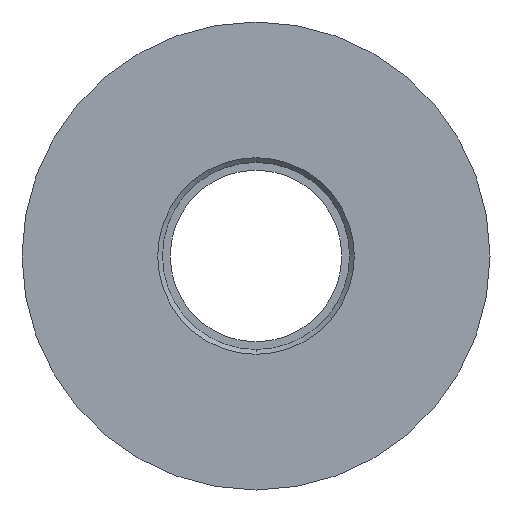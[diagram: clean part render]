
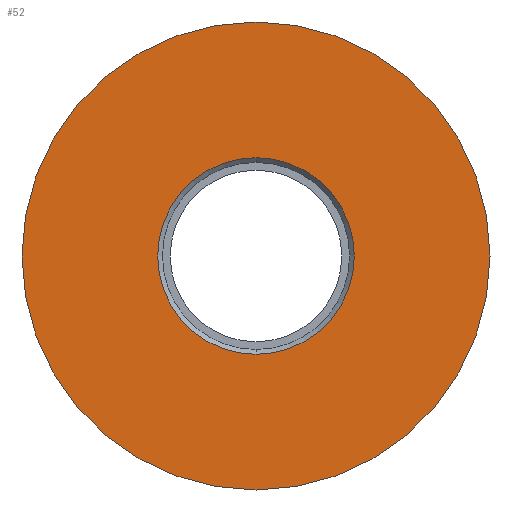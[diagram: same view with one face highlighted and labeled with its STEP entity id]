
A CAD part, front view. The second image highlights one B-rep face of the part: STEP entity #52.
In plain terms, the highlighted planar face has unit normal (0, -1, 0).
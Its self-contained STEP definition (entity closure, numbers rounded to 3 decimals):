
#7 = EDGE_CURVE ( 'NONE', #160, #92, #469, .T. ) ;
#15 = EDGE_CURVE ( 'NONE', #134, #74, #444, .T. ) ;
#26 = EDGE_CURVE ( 'NONE', #92, #160, #475, .T. ) ;
#46 = EDGE_CURVE ( 'NONE', #74, #134, #524, .T. ) ;
#52 = ADVANCED_FACE ( 'NONE', ( #303, #302 ), #304, .F. ) ;
#69 = DIRECTION ( 'NONE',  ( 0., 0., 1. ) ) ;
#71 = DIRECTION ( 'NONE',  ( 0., 1., 0. ) ) ;
#74 = VERTEX_POINT ( 'NONE', #246 ) ;
#85 = CARTESIAN_POINT ( 'NONE',  ( 0., 0., 0. ) ) ;
#88 = EDGE_LOOP ( 'NONE', ( #139, #189 ) ) ;
#92 = VERTEX_POINT ( 'NONE', #247 ) ;
#127 = ORIENTED_EDGE ( 'NONE', *, *, #15, .T. ) ;
#134 = VERTEX_POINT ( 'NONE', #232 ) ;
#139 = ORIENTED_EDGE ( 'NONE', *, *, #26, .T. ) ;
#160 = VERTEX_POINT ( 'NONE', #221 ) ;
#189 = ORIENTED_EDGE ( 'NONE', *, *, #7, .T. ) ;
#191 = ORIENTED_EDGE ( 'NONE', *, *, #46, .T. ) ;
#193 = EDGE_LOOP ( 'NONE', ( #191, #127 ) ) ;
#212 = DIRECTION ( 'NONE',  ( 0., 1., 0. ) ) ;
#215 = DIRECTION ( 'NONE',  ( 0., 0., 1. ) ) ;
#221 = CARTESIAN_POINT ( 'NONE',  ( 0., 0., 6.3 ) ) ;
#232 = CARTESIAN_POINT ( 'NONE',  ( 0., 0., 15. ) ) ;
#246 = CARTESIAN_POINT ( 'NONE',  ( 0., 0., -15. ) ) ;
#247 = CARTESIAN_POINT ( 'NONE',  ( 0., 0., -6.3 ) ) ;
#296 = DIRECTION ( 'NONE',  ( 0., 0., 1. ) ) ;
#297 = DIRECTION ( 'NONE',  ( 0., 1., 0. ) ) ;
#301 = CARTESIAN_POINT ( 'NONE',  ( -6., 0., 0. ) ) ;
#302 = FACE_OUTER_BOUND ( 'NONE', #193, .T. ) ;
#303 = FACE_BOUND ( 'NONE', #88, .T. ) ;
#304 = PLANE ( 'NONE',  #493 ) ;
#328 = DIRECTION ( 'NONE',  ( 0., 0., -1. ) ) ;
#329 = DIRECTION ( 'NONE',  ( 0., -1., 0. ) ) ;
#330 = CARTESIAN_POINT ( 'NONE',  ( 0., 0., 0. ) ) ;
#354 = DIRECTION ( 'NONE',  ( 0., 0., -1. ) ) ;
#359 = DIRECTION ( 'NONE',  ( 0., -1., 0. ) ) ;
#366 = CARTESIAN_POINT ( 'NONE',  ( 0., 0., 0. ) ) ;
#426 = CARTESIAN_POINT ( 'NONE',  ( 0., 0., 0. ) ) ;
#439 = AXIS2_PLACEMENT_3D ( 'NONE', #85, #71, #69 ) ;
#444 = CIRCLE ( 'NONE', #474, 15. ) ;
#461 = AXIS2_PLACEMENT_3D ( 'NONE', #426, #212, #215 ) ;
#469 = CIRCLE ( 'NONE', #439, 6.3 ) ;
#474 = AXIS2_PLACEMENT_3D ( 'NONE', #366, #359, #354 ) ;
#475 = CIRCLE ( 'NONE', #461, 6.3 ) ;
#479 = AXIS2_PLACEMENT_3D ( 'NONE', #330, #329, #328 ) ;
#493 = AXIS2_PLACEMENT_3D ( 'NONE', #301, #297, #296 ) ;
#524 = CIRCLE ( 'NONE', #479, 15. ) ;
